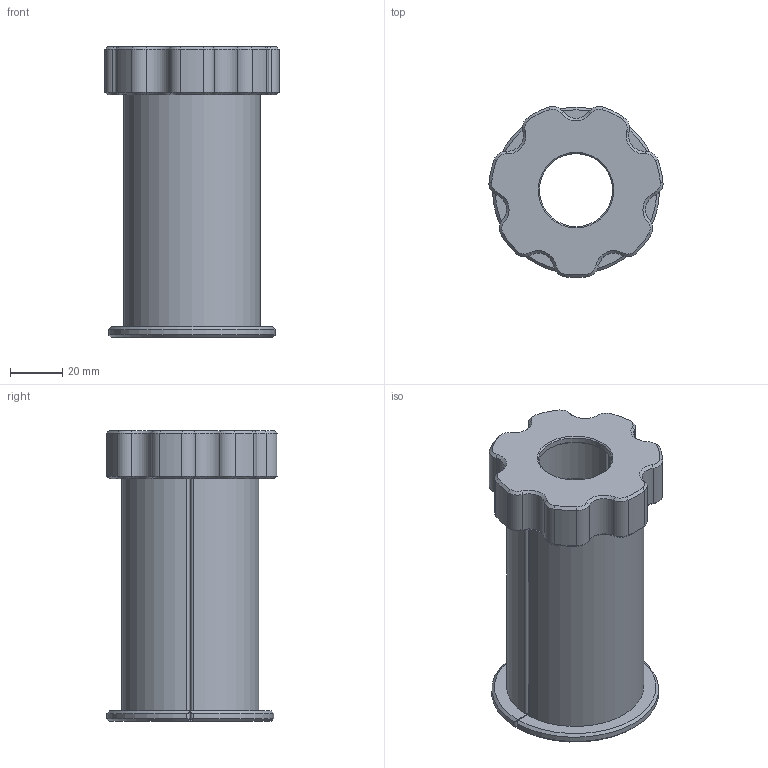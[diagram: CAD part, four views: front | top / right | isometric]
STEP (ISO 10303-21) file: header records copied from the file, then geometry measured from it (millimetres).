
FILE_DESCRIPTION(/* description */ (''),/* implementation_level */ '2;1');
FILE_NAME(/* name */ 'CC-filament-spindle v1.step',/* time_stamp */ '2025-09-30T22:18:02-04:00',/* author */ (''),/* organization */ (''),/* preprocessor_version */ 'ST-DEVELOPER v20.1',/* originating_system */ 'Autodesk Translation Framework v14.17.0.0',/* authorisation */ '');
FILE_SCHEMA (('AUTOMOTIVE_DESIGN { 1 0 10303 214 3 1 1 }'));
Length unit declared in the file: millimetre
Products named in the file (4): CC-filament-spindle; cap; spindle-part-b; spindle-part-a
Assembly tree (3 placements, depth 2):
  CC-filament-spindle
    cap
    spindle-part-b
    spindle-part-a
Bounding box: 66.73 x 65.54 x 111.5 mm (x, y, z)
Volume: 166851 mm3; surface area: 59067.8 mm2
Topology: 3 solids, 3 shells, 299 faces, 819 edges, 527 vertices
Faces by surface type: cylinder 96, bspline 69, plane 67, cone 64, sphere 2, torus 1
Full cylindrical faces by diameter (mm): 28 x1, 48.529 x3
Entity records: 14499 total; most frequent: CARTESIAN_POINT 7347, ORIENTED_EDGE 1638, DIRECTION 1267, EDGE_CURVE 819, VERTEX_POINT 527, AXIS2_PLACEMENT_3D 478, LINE 311, VECTOR 311
